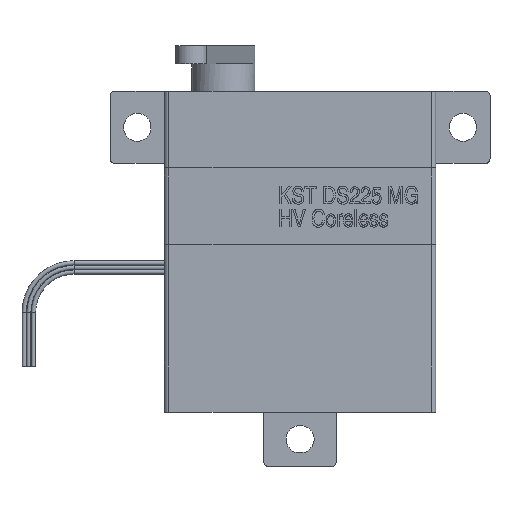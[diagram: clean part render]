
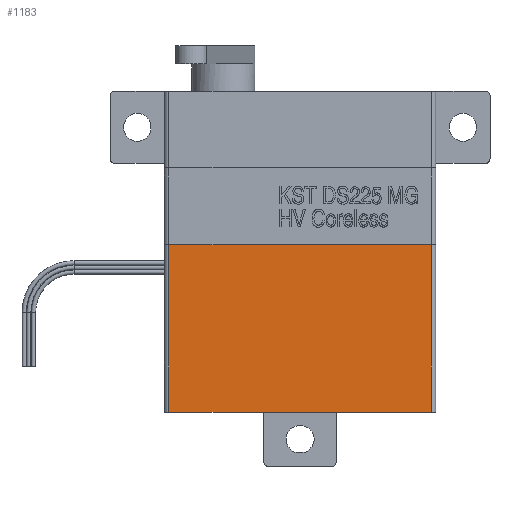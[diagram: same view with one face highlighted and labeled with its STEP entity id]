
A CAD part, top view. The second image highlights one B-rep face of the part: STEP entity #1183.
In plain terms, the highlighted planar face has unit normal (0, 0, 1).
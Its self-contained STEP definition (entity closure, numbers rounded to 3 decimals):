
#1183 = ADVANCED_FACE( '', ( #2447 ), #2448, .T. );
#2447 = FACE_OUTER_BOUND( '', #3780, .T. );
#2448 = PLANE( '', #3781 );
#3780 = EDGE_LOOP( '', ( #9243, #9244, #9245, #9246 ) );
#3781 = AXIS2_PLACEMENT_3D( '', #9247, #9248, #9249 );
#9243 = ORIENTED_EDGE( '', *, *, #10651, .T. );
#9244 = ORIENTED_EDGE( '', *, *, #10789, .T. );
#9245 = ORIENTED_EDGE( '', *, *, #10309, .F. );
#9246 = ORIENTED_EDGE( '', *, *, #10194, .T. );
#9247 = CARTESIAN_POINT( '', ( -15., -17.75, 5. ) );
#9248 = DIRECTION( '', ( 0., 0., 1. ) );
#9249 = DIRECTION( '', ( 1., 0., 0. ) );
#10194 = EDGE_CURVE( '', #12096, #12098, #12100, .T. );
#10309 = EDGE_CURVE( '', #12096, #12270, #12271, .T. );
#10651 = EDGE_CURVE( '', #12098, #12738, #12740, .T. );
#10789 = EDGE_CURVE( '', #12738, #12270, #12889, .T. );
#12096 = VERTEX_POINT( '', #16848 );
#12098 = VERTEX_POINT( '', #16850 );
#12100 = LINE( '', #16852, #16853 );
#12270 = VERTEX_POINT( '', #17359 );
#12271 = LINE( '', #17360, #17361 );
#12738 = VERTEX_POINT( '', #19787 );
#12740 = LINE( '', #19789, #19790 );
#12889 = LINE( '', #20237, #20238 );
#16848 = CARTESIAN_POINT( '', ( -14.5, 0.75, 5. ) );
#16850 = CARTESIAN_POINT( '', ( -14.5, -17.75, 5. ) );
#16852 = CARTESIAN_POINT( '', ( -14.5, -17.75, 5. ) );
#16853 = VECTOR( '', #20891, 1000. );
#17359 = CARTESIAN_POINT( '', ( 14.5, 0.75, 5. ) );
#17360 = CARTESIAN_POINT( '', ( -15., 0.75, 5. ) );
#17361 = VECTOR( '', #20952, 1000. );
#19787 = CARTESIAN_POINT( '', ( 14.5, -17.75, 5. ) );
#19789 = CARTESIAN_POINT( '', ( -15., -17.75, 5. ) );
#19790 = VECTOR( '', #21066, 1000. );
#20237 = CARTESIAN_POINT( '', ( 14.5, 0.75, 5. ) );
#20238 = VECTOR( '', #21115, 1000. );
#20891 = DIRECTION( '', ( 0., -1., 0. ) );
#20952 = DIRECTION( '', ( 1., 0., 0. ) );
#21066 = DIRECTION( '', ( 1., 0., 0. ) );
#21115 = DIRECTION( '', ( 0., 1., 0. ) );
